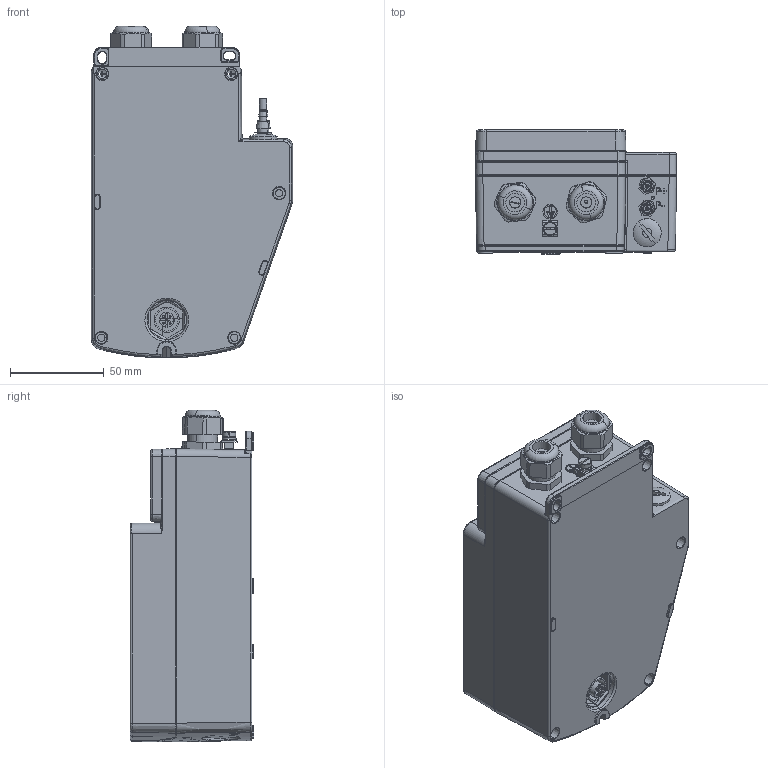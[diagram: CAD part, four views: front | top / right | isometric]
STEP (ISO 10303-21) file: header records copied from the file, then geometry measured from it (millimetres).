
FILE_DESCRIPTION (( 'STEP AP203' ), '1' );
FILE_NAME ('ExBin-P - 055.1000.A0-P.STEP', '2012-12-03T06:55:31', ( ' ' ), ( '' ), 'SwSTEP 2.0', 'SolidWorks 2011', '' );
FILE_SCHEMA (( 'CONFIG_CONTROL_DESIGN' ));
Products named in the file (1): ExBin-P - 055.1000.A0-P
Bounding box: 107.41 x 66 x 177.12 mm (x, y, z)
Surface area: 85107.3 mm2 (no closed solid volume)
Topology: 0 solids, 41 shells, 930 faces, 2978 edges, 2025 vertices
Faces by surface type: cylinder 295, plane 241, torus 161, bspline 153, cone 67, sphere 13
Entity records: 40452 total; most frequent: CARTESIAN_POINT 15851, DIRECTION 5088, ORIENTED_EDGE 4728, EDGE_CURVE 2956, VERTEX_POINT 2021, AXIS2_PLACEMENT_3D 1983, CIRCLE 1205, LINE 1122
